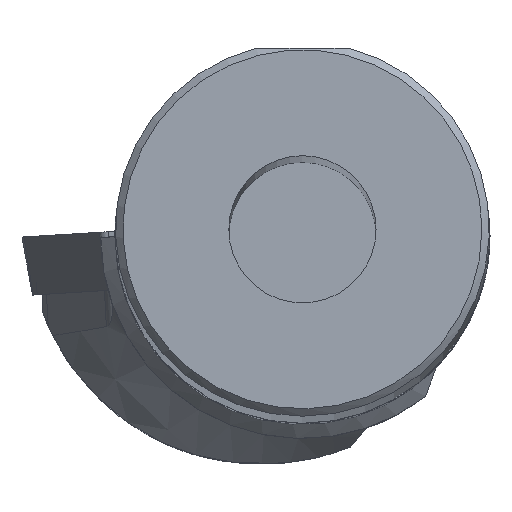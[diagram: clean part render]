
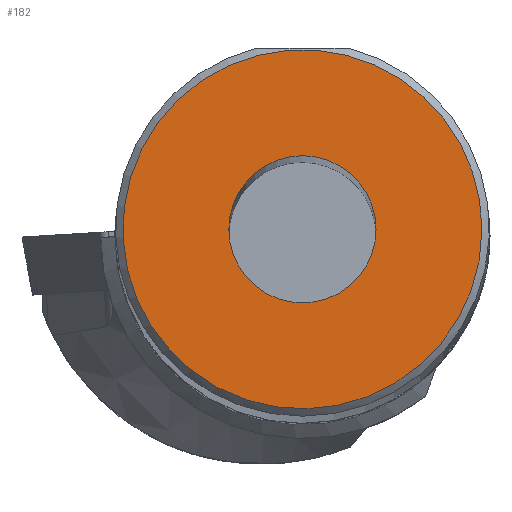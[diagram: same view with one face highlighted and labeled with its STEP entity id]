
A CAD part, top view. The second image highlights one B-rep face of the part: STEP entity #182.
In plain terms, the highlighted planar face has unit normal (0, 0, 1).
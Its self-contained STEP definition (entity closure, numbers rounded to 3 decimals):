
#182=ADVANCED_FACE('',(#321,#322),#213,.T.);
#213=PLANE('',#951);
#321=FACE_BOUND('',#371,.T.);
#322=FACE_BOUND('',#372,.T.);
#371=EDGE_LOOP('',(#523));
#372=EDGE_LOOP('',(#524));
#523=ORIENTED_EDGE('',*,*,#751,.F.);
#524=ORIENTED_EDGE('',*,*,#745,.T.);
#658=VERTEX_POINT('',#1560);
#663=VERTEX_POINT('',#1576);
#745=EDGE_CURVE('',#658,#658,#797,.T.);
#751=EDGE_CURVE('',#663,#663,#800,.T.);
#797=CIRCLE('',#945,12.194);
#800=CIRCLE('',#950,5.);
#945=AXIS2_PLACEMENT_3D('',#1559,#1135,#1136);
#950=AXIS2_PLACEMENT_3D('',#1575,#1147,#1148);
#951=AXIS2_PLACEMENT_3D('',#1577,#1149,#1150);
#1135=DIRECTION('',(0.,0.,1.));
#1136=DIRECTION('',(1.,0.,0.));
#1147=DIRECTION('',(0.,0.,1.));
#1148=DIRECTION('',(1.,0.,0.));
#1149=DIRECTION('',(0.,0.,1.));
#1150=DIRECTION('',(1.,0.,0.));
#1559=CARTESIAN_POINT('',(0.,0.,
0.));
#1560=CARTESIAN_POINT('',(12.194,0.,0.));
#1575=CARTESIAN_POINT('',(0.,0.,0.));
#1576=CARTESIAN_POINT('',(5.,0.,0.));
#1577=CARTESIAN_POINT('',(0.,0.,0.));
